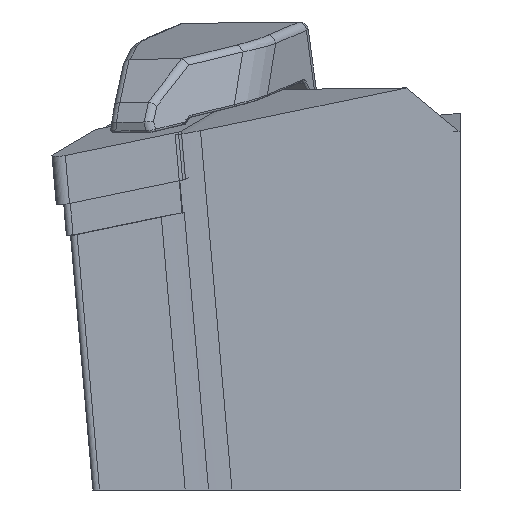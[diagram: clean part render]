
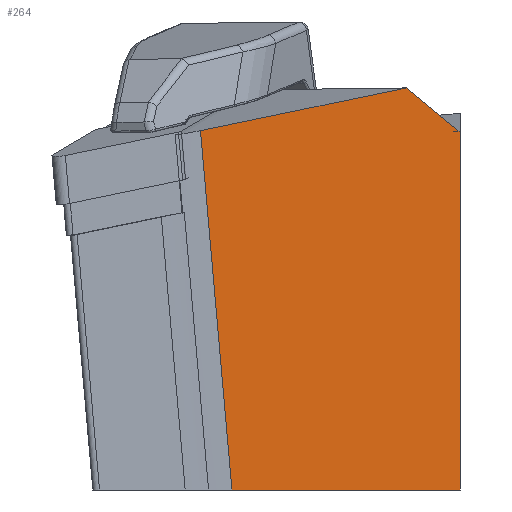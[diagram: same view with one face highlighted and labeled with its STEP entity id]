
A CAD part, left-side view. The second image highlights one B-rep face of the part: STEP entity #264.
In plain terms, the highlighted planar face has unit normal (-0.789, -0.61, -0.072).
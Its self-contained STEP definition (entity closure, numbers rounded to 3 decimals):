
#264=ADVANCED_FACE('',(#434),#385,.F.);
#385=PLANE('',#2221);
#434=FACE_OUTER_BOUND('',#555,.T.);
#555=EDGE_LOOP('',(#1075,#1076,#1077,#1078,#1079,#1080));
#685=LINE('',#3110,#856);
#706=LINE('',#3200,#877);
#709=LINE('',#3210,#880);
#710=LINE('',#3212,#881);
#711=LINE('',#3214,#882);
#712=LINE('',#3216,#883);
#856=VECTOR('',#2467,1.);
#877=VECTOR('',#2502,1.);
#880=VECTOR('',#2513,1.);
#881=VECTOR('',#2514,1.);
#882=VECTOR('',#2515,1.);
#883=VECTOR('',#2516,1.);
#1075=ORIENTED_EDGE('',*,*,#1845,.T.);
#1076=ORIENTED_EDGE('',*,*,#1872,.F.);
#1077=ORIENTED_EDGE('',*,*,#1878,.T.);
#1078=ORIENTED_EDGE('',*,*,#1879,.F.);
#1079=ORIENTED_EDGE('',*,*,#1880,.F.);
#1080=ORIENTED_EDGE('',*,*,#1881,.T.);
#1651=VERTEX_POINT('',#3109);
#1652=VERTEX_POINT('',#3111);
#1675=VERTEX_POINT('',#3199);
#1679=VERTEX_POINT('',#3211);
#1680=VERTEX_POINT('',#3213);
#1681=VERTEX_POINT('',#3215);
#1845=EDGE_CURVE('',#1652,#1651,#685,.T.);
#1872=EDGE_CURVE('',#1675,#1651,#706,.T.);
#1878=EDGE_CURVE('',#1675,#1679,#709,.T.);
#1879=EDGE_CURVE('',#1680,#1679,#710,.T.);
#1880=EDGE_CURVE('',#1681,#1680,#711,.T.);
#1881=EDGE_CURVE('',#1681,#1652,#712,.T.);
#2221=AXIS2_PLACEMENT_3D('',#3217,#2517,#2518);
#2467=DIRECTION('',(-0.548,0.647,0.531));
#2502=DIRECTION('',(0.593,-0.788,0.163));
#2513=DIRECTION('',(0.156,-0.086,-0.984));
#2514=DIRECTION('',(-0.611,0.792,0.));
#2515=DIRECTION('',(0.091,0.,-0.996));
#2516=DIRECTION('',(-0.593,0.788,-0.163));
#2517=DIRECTION('',(0.79,0.609,0.072));
#2518=DIRECTION('',(0.611,-0.792,0.));
#3109=CARTESIAN_POINT('',(26.26,5.164,6.718));
#3110=CARTESIAN_POINT('',(32.18,-1.825,0.979));
#3111=CARTESIAN_POINT('',(30.551,0.098,2.558));
#3199=CARTESIAN_POINT('',(11.325,24.997,2.608));
#3200=CARTESIAN_POINT('',(11.325,24.997,2.608));
#3210=CARTESIAN_POINT('',(18.308,21.155,-41.314));
#3211=CARTESIAN_POINT('',(16.827,21.97,-32.));
#3212=CARTESIAN_POINT('',(17.774,20.743,-32.));
#3213=CARTESIAN_POINT('',(33.787,0.,-32.));
#3214=CARTESIAN_POINT('',(34.503,0.,-39.833));
#3215=CARTESIAN_POINT('',(30.625,0.,2.579));
#3216=CARTESIAN_POINT('',(12.138,24.55,-2.508));
#3217=CARTESIAN_POINT('',(18.308,21.155,-41.314));
